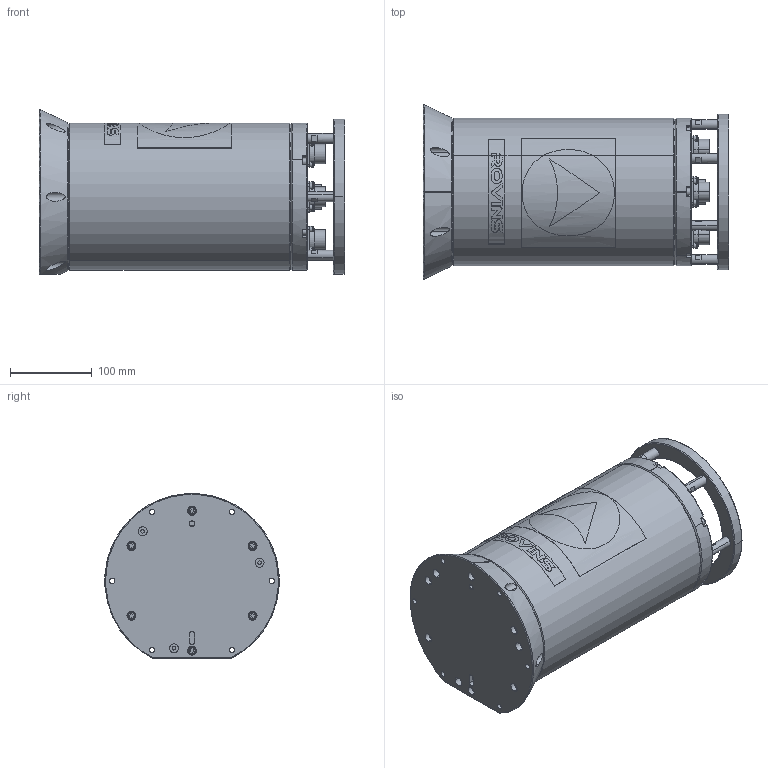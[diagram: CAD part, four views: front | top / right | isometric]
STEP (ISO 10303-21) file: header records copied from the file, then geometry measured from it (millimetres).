
FILE_DESCRIPTION (( 'STEP AP203' ), '1' );
FILE_NAME ('ROVINS_SEUL STEP.STEP', '2011-10-26T07:12:04', ( '' ), ( '' ), 'SwSTEP 2.0', 'SolidWorks 2011', '' );
FILE_SCHEMA (( 'CONFIG_CONTROL_DESIGN' ));
Length unit declared in the file: millimetre
Products named in the file (20): ROVINS_SEUL STEP; Logo_aileron_Rovins_Ø225; Copie de Logo_ROVINS_Ø225; Vis CHC_MVCHC5-35; Vis CHC_MVCHC5-25; PHI3TX_AS_001_CLOISON_SUP_ROVINS; CM_ROVINS; CONNECTEUR_SEACON_MINK_FCR_12_TI; CONNECTEUR_SEACON_MINK_FCR_19_TI; Vis CHC_MVCHC4-10-T; Vis CHC_MVCHC3-6-S; 6002053NI_Carte_Mere_Octans_Phins_carte_mere_octans4_subsea; Enint6-mod_MVENTINT6-12; CONNECTEUR_SEACON_MINM_FCR_26_TI; 9101288A; PHI3TX_PI_002_COURONNE; OCT3TX_PI_004_COLONNETTE; PHI3TX_PI_001_TAPE_SUP; OCT3TX_PI_010_TUBE_TI_SUBSEA4; OCT3TX_PI_009_TAPE_INF_TI_SUBSEA4
Assembly tree (70 placements, depth 3):
  ROVINS_SEUL STEP
    OCT3TX_PI_009_TAPE_INF_TI_SUBSEA4
    Copie de Logo_ROVINS_Ø225
    Vis CHC_MVCHC5-35  x6
    Vis CHC_MVCHC5-25  x6
    OCT3TX_PI_010_TUBE_TI_SUBSEA4
    PHI3TX_AS_001_CLOISON_SUP_ROVINS
      PHI3TX_PI_001_TAPE_SUP
      Vis CHC_MVCHC4-10-T  x20
      9101288A  x6
      OCT3TX_PI_004_COLONNETTE  x6
      6002053NI_Carte_Mere_Octans_Phins_carte_mere_octans4_subsea
      Enint6-mod_MVENTINT6-12  x8
      CM_ROVINS
      CONNECTEUR_SEACON_MINK_FCR_19_TI
      CONNECTEUR_SEACON_MINK_FCR_12_TI  x3
      Vis CHC_MVCHC3-6-S  x4
      CONNECTEUR_SEACON_MINM_FCR_26_TI
      PHI3TX_PI_002_COURONNE
    Logo_aileron_Rovins_Ø225
Bounding box: 374 x 212.96 x 201.69 mm (x, y, z)
Volume: 2788843.4 mm3; surface area: 753085.1 mm2
Topology: 69 solids, 69 shells, 3415 faces, 7934 edges, 5100 vertices
Faces by surface type: plane 1750, cylinder 952, cone 320, bspline 258, torus 135
Entity records: 85946 total; most frequent: CARTESIAN_POINT 28960, ORIENTED_EDGE 10984, DIRECTION 10591, EDGE_CURVE 5492, VERTEX_POINT 3611, AXIS2_PLACEMENT_3D 3603, LINE 3385, VECTOR 3385
